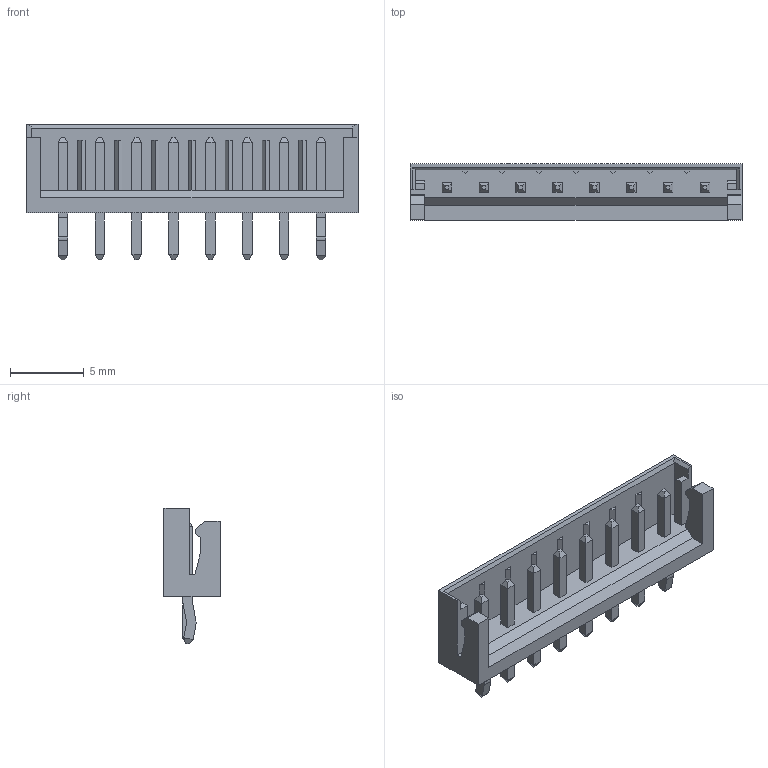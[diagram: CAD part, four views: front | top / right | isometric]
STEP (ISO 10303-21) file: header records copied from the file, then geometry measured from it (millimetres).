
FILE_DESCRIPTION(/* description */ ('Unknown'),/* implementation_level */ '2;1');
FILE_NAME(/* name */ 'J_Wurth_WR-WTB_68800811622',/* time_stamp */ '2025-05-22T15:36:45+08:00',/* author */ ('Unknown'),/* organization */ ('Unknown'),/* preprocessor_version */ 'ST-DEVELOPER v19.4',/* originating_system */ 'Solid Edge',/* authorisation */ 'Unknown');
FILE_SCHEMA (('AUTOMOTIVE_DESIGN {1 0 10303 214 3 1 1}'));
Length unit declared in the file: millimetre
Products named in the file (2): J_Wurth_WR-WTB_68800811622
Assembly tree (1 placements, depth 2):
  J_Wurth_WR-WTB_68800811622
    J_Wurth_WR-WTB_68800811622
Bounding box: 22.5 x 3.8 x 9.21 mm (x, y, z)
Volume: 194 mm3; surface area: 657.1 mm2
Topology: 1 solids, 9 shells, 300 faces, 734 edges, 468 vertices
Faces by surface type: plane 292, cylinder 8
Entity records: 10689 total; most frequent: CARTESIAN_POINT 1504, ORIENTED_EDGE 1468, DIRECTION 1354, EDGE_CURVE 734, LINE 718, VECTOR 718, VERTEX_POINT 468, AXIS2_PLACEMENT_3D 318
